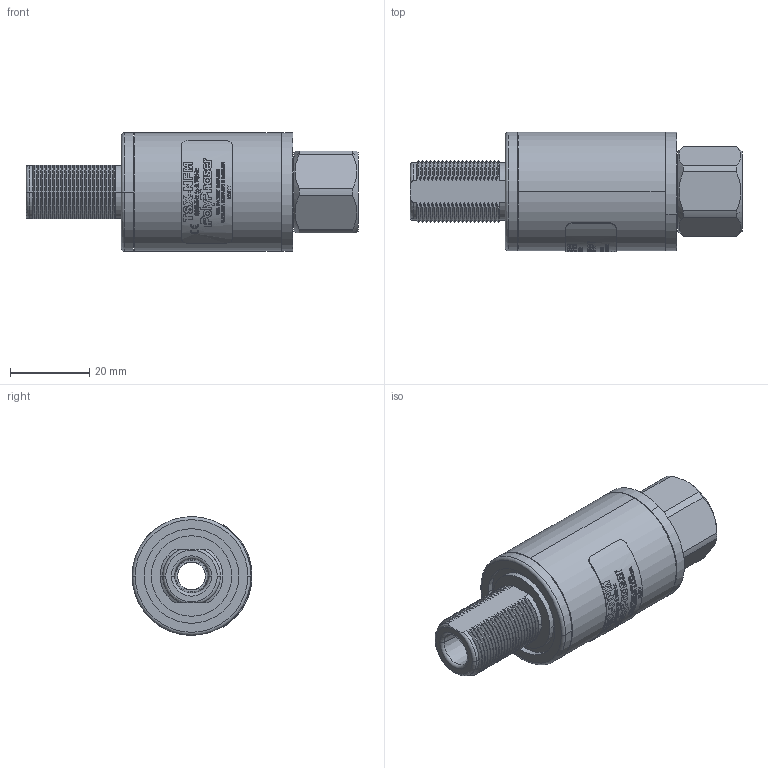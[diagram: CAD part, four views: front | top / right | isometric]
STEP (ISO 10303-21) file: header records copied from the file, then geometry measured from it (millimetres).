
FILE_DESCRIPTION (( 'STEP AP214' ), '1' );
FILE_NAME ('TSX-NFM.STEP', '2019-07-30T19:49:54', ( '' ), ( '' ), 'SwSTEP 2.0', 'SolidWorks 2019', '' );
FILE_SCHEMA (( 'AUTOMOTIVE_DESIGN' ));
Length unit declared in the file: inch
Products named in the file (11): 5800-0275; 5800-0276; 1502-0709; 2003-2865; 2003-2865_On 5800-0276; 5800-0274; TSX-NFM
Assembly tree (5 placements, depth 2):
  5800-0275
  2003-2865
  5800-0276
  1502-0709
  5800-0274
Bounding box: 83.82 x 30.23 x 29.97 mm (x, y, z)
Volume: 25619.6 mm3; surface area: 20170.6 mm2
Topology: 5 solids, 5 shells, 1854 faces, 5029 edges, 3314 vertices
Faces by surface type: bspline 896, plane 444, cylinder 338, cone 160, torus 16
Entity records: 103473 total; most frequent: CARTESIAN_POINT 45892, ORIENTED_EDGE 10058, EDGE_CURVE 5029, DIRECTION 4934, VERTEX_POINT 3314, B_SPLINE_CURVE_WITH_KNOTS 3003, EDGE_LOOP 1991, AXIS2_PLACEMENT_3D 1941
